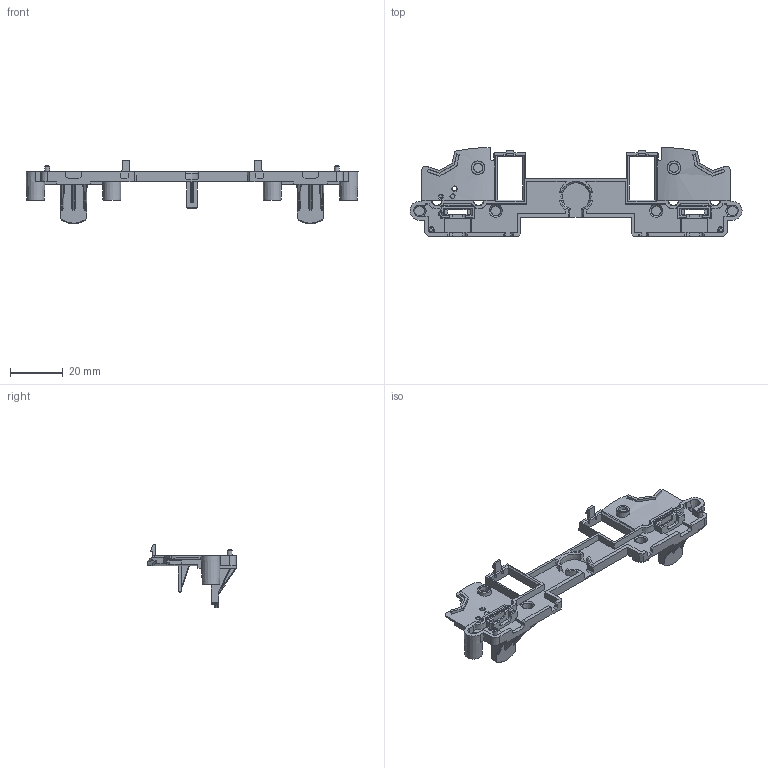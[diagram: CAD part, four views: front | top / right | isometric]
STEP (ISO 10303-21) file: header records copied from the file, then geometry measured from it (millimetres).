
FILE_DESCRIPTION(/* description */ (''),/* implementation_level */ '2;1');
FILE_NAME(/* name */ 'Trigger Bracket.step',/* time_stamp */ '2023-11-30T11:51:41-08:00',/* author */ (''),/* organization */ (''),/* preprocessor_version */ 'ST-DEVELOPER v20',/* originating_system */ 'Autodesk Translation Framework v12.14.0.127',/* authorisation */ '');
FILE_SCHEMA (('AUTOMOTIVE_DESIGN { 1 0 10303 214 3 1 1 }'));
Length unit declared in the file: millimetre
Products named in the file (1): TriggerBracket_Ult
Bounding box: 126.14 x 33.82 x 24.15 mm (x, y, z)
Volume: 6980.9 mm3; surface area: 10620.5 mm2
Topology: 1 solids, 1 shells, 488 faces, 1421 edges, 935 vertices
Faces by surface type: plane 346, cone 70, bspline 44, cylinder 24, torus 4
Entity records: 19852 total; most frequent: CARTESIAN_POINT 7255, ORIENTED_EDGE 2842, DIRECTION 2335, EDGE_CURVE 1421, LINE 939, VECTOR 939, VERTEX_POINT 935, AXIS2_PLACEMENT_3D 698
